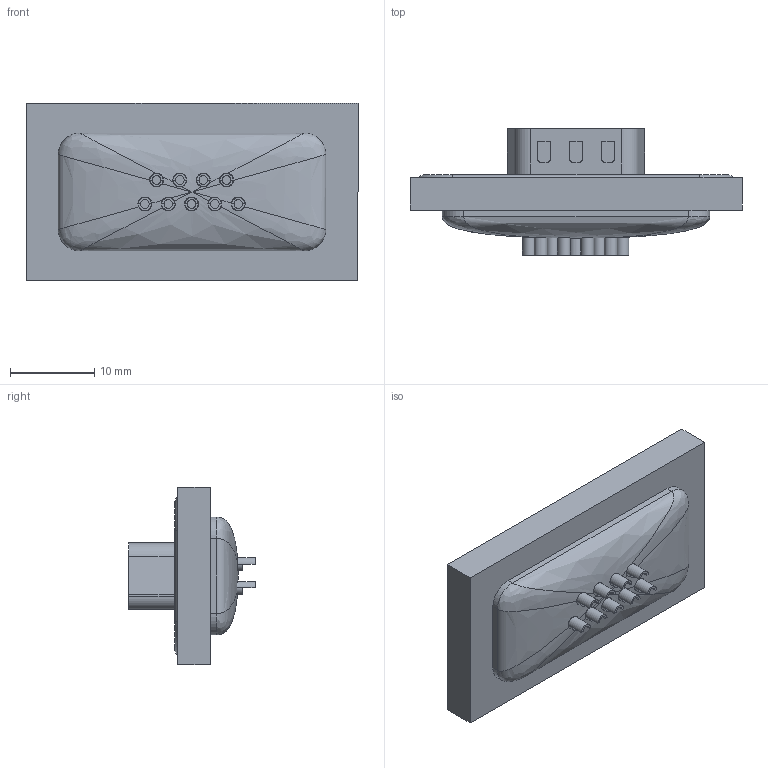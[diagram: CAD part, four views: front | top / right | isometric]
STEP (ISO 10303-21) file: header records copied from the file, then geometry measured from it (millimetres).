
FILE_DESCRIPTION (( 'STEP AP203' ), '1' );
FILE_NAME ('WPSD9P.STEP', '2006-06-30T19:12:42', ( ' ' ), ( ' ' ), 'SwSTEP 2.0', 'SolidWorks 2005354', '' );
FILE_SCHEMA (( 'CONFIG_CONTROL_DESIGN' ));
Length unit declared in the file: inch
Products named in the file (5): SD9P_With Clinch Nuts; WPSD9P; WPSD9; WPSD9-ma1; WPSD9-ma2
Assembly tree (4 placements, depth 2):
  WPSD9P
    WPSD9-ma1
    SD9P_With Clinch Nuts
    WPSD9
    WPSD9-ma2
Bounding box: 39.4 x 15.01 x 21.1 mm (x, y, z)
Volume: 3560.8 mm3; surface area: 5631.1 mm2
Topology: 4 solids, 4 shells, 554 faces, 1397 edges, 844 vertices
Faces by surface type: cylinder 234, plane 197, cone 48, bspline 33, torus 24, sphere 18
Entity records: 22046 total; most frequent: CARTESIAN_POINT 8550, DIRECTION 2728, ORIENTED_EDGE 2690, EDGE_CURVE 1345, AXIS2_PLACEMENT_3D 1005, VERTEX_POINT 826, VECTOR 718, LINE 718
